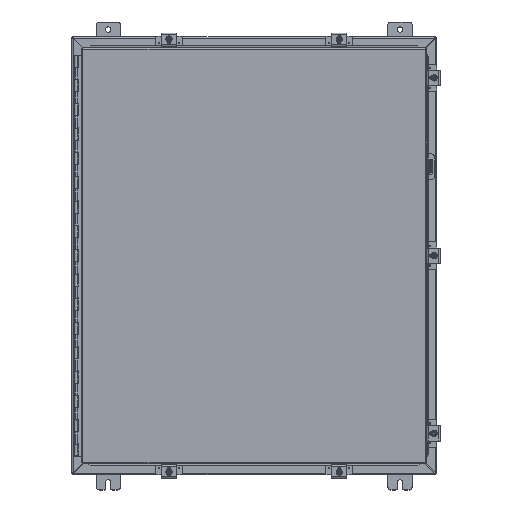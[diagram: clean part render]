
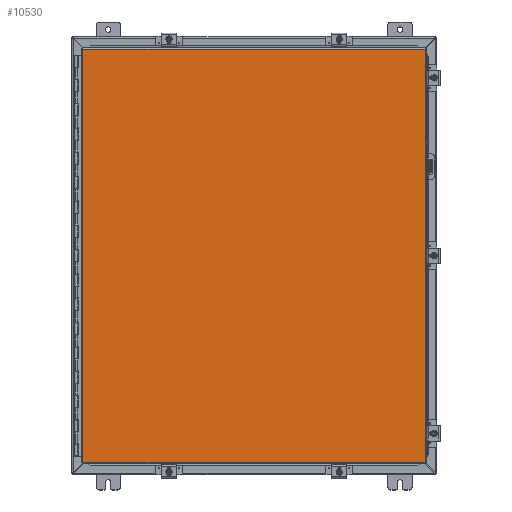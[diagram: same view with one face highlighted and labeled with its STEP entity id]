
A CAD part, top view. The second image highlights one B-rep face of the part: STEP entity #10530.
In plain terms, the highlighted face is planar.
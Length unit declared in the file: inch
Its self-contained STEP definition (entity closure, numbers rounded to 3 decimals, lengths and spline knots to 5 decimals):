
#9687=CARTESIAN_POINT('',(-14.08225,-16.9885,0.));
#9688=VERTEX_POINT('',#9687);
#9699=CARTESIAN_POINT('',(14.08225,-16.9885,0.));
#9700=VERTEX_POINT('',#9699);
#9701=CARTESIAN_POINT('',(14.08225,-16.9885,0.0));
#9702=DIRECTION('',(-1.0,0.0,0.0));
#9703=VECTOR('',#9702,28.1645);
#9704=LINE('',#9701,#9703);
#9705=EDGE_CURVE('',#9700,#9688,#9704,.T.);
#9821=CARTESIAN_POINT('',(-14.08225,16.9885,0.));
#9822=VERTEX_POINT('',#9821);
#9920=CARTESIAN_POINT('',(14.08225,16.9885,0.));
#9921=VERTEX_POINT('',#9920);
#9932=CARTESIAN_POINT('',(-14.08225,16.9885,0.0));
#9933=DIRECTION('',(1.0,0.0,0.0));
#9934=VECTOR('',#9933,28.1645);
#9935=LINE('',#9932,#9934);
#9936=EDGE_CURVE('',#9822,#9921,#9935,.T.);
#10241=CARTESIAN_POINT('',(-14.08225,-16.9885,0.0));
#10242=DIRECTION('',(0.0,1.0,0.0));
#10243=VECTOR('',#10242,33.977);
#10244=LINE('',#10241,#10243);
#10245=EDGE_CURVE('',#9688,#9822,#10244,.T.);
#10335=CARTESIAN_POINT('',(14.08225,16.9885,0.0));
#10336=DIRECTION('',(0.0,-1.0,0.0));
#10337=VECTOR('',#10336,33.977);
#10338=LINE('',#10335,#10337);
#10339=EDGE_CURVE('',#9921,#9700,#10338,.T.);
#10519=CARTESIAN_POINT('',(0.,0.,0.0));
#10520=DIRECTION('',(0.0,0.0,1.0));
#10521=DIRECTION('',(1.0,0.0,0.0));
#10522=AXIS2_PLACEMENT_3D('',#10519,#10520,#10521);
#10523=PLANE('',#10522);
#10524=ORIENTED_EDGE('',*,*,#10245,.T.);
#10525=ORIENTED_EDGE('',*,*,#9936,.T.);
#10526=ORIENTED_EDGE('',*,*,#10339,.T.);
#10527=ORIENTED_EDGE('',*,*,#9705,.T.);
#10528=EDGE_LOOP('',(#10524,#10525,#10526,#10527));
#10529=FACE_OUTER_BOUND('',#10528,.T.);
#10530=ADVANCED_FACE('',(#10529),#10523,.F.);
